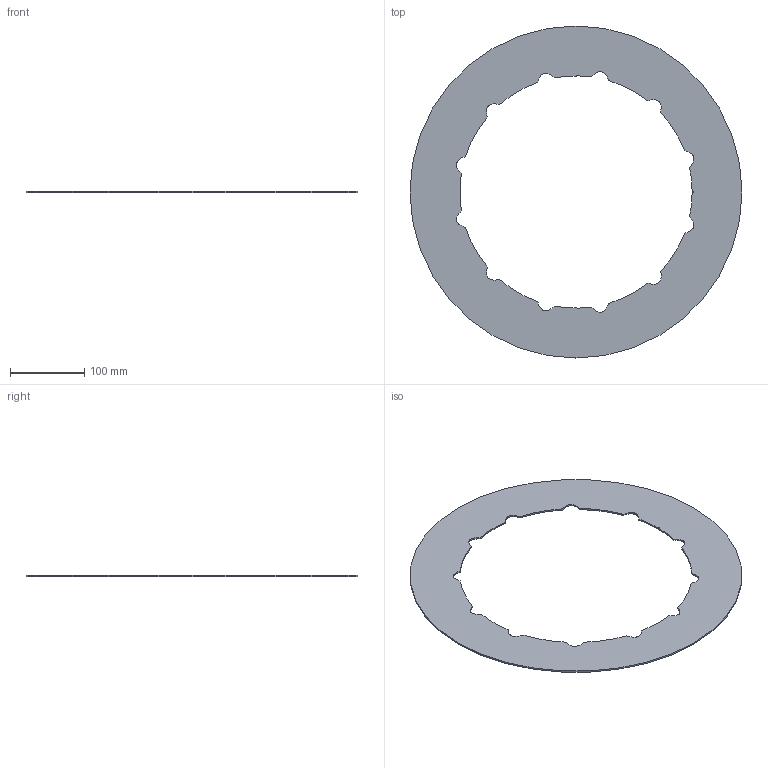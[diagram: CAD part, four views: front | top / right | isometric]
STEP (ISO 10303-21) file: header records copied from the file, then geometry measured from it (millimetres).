
FILE_DESCRIPTION(('FreeCAD Model'),'2;1');
FILE_NAME('Open CASCADE Shape Model','2022-05-05T09:51:24',('Author'),( ''),'Open CASCADE STEP processor 7.5','FreeCAD','Unknown');
FILE_SCHEMA(('AUTOMOTIVE_DESIGN { 1 0 10303 214 1 1 1 1 }'));
Length unit declared in the file: millimetre
Products named in the file (1): Body
Bounding box: 446 x 446 x 2 mm (x, y, z)
Volume: 156155.7 mm3; surface area: 161119 mm2
Topology: 1 solids, 1 shells, 37 faces, 105 edges, 70 vertices
Faces by surface type: extrusion 18, cylinder 14, plane 5
Full cylindrical faces by diameter (mm): 446 x1
Entity records: 2616 total; most frequent: CARTESIAN_POINT 495, DIRECTION 401, ORIENTED_EDGE 210, PCURVE 210, DEFINITIONAL_REPRESENTATION 210, VECTOR 133, LINE 115, EDGE_CURVE 105
